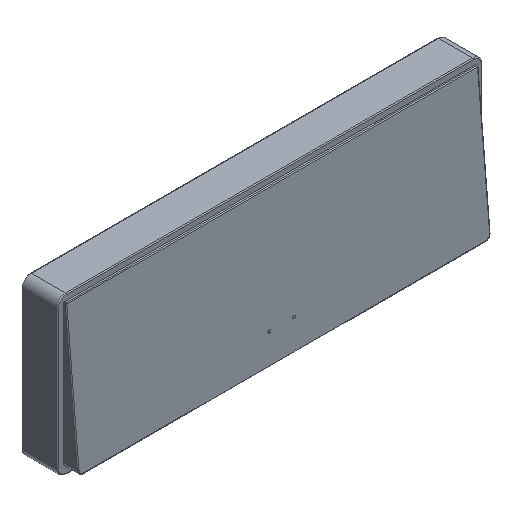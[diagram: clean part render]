
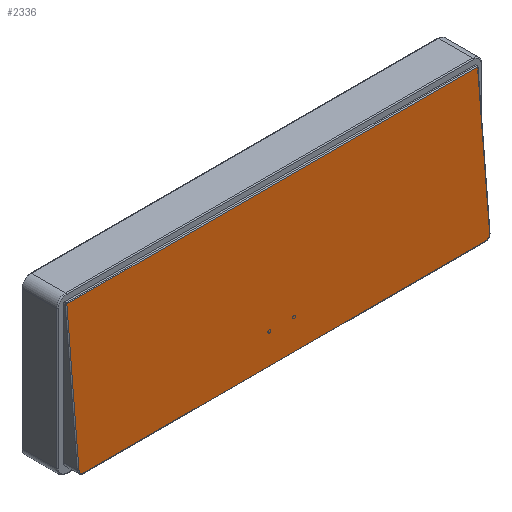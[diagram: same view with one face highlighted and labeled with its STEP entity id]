
A CAD part, isometric view. The second image highlights one B-rep face of the part: STEP entity #2336.
In plain terms, the highlighted planar face has unit normal (0, -0.996, 0.087).
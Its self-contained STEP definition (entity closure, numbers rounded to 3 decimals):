
#17=ELLIPSE('',#2570,2.51,2.5);
#19=ELLIPSE('',#2577,2.51,2.5);
#45=PLANE('',#2580);
#154=FACE_OUTER_BOUND('',#297,.T.);
#297=EDGE_LOOP('',(#1821,#1822,#1823,#1824,#1825,#1826));
#479=LINE('',#3947,#663);
#481=LINE('',#3987,#665);
#482=LINE('',#3989,#666);
#483=LINE('',#3990,#667);
#663=VECTOR('',#3135,10.);
#665=VECTOR('',#3147,10.);
#666=VECTOR('',#3148,10.);
#667=VECTOR('',#3149,10.);
#1039=VERTEX_POINT('',#3935);
#1040=VERTEX_POINT('',#3937);
#1042=VERTEX_POINT('',#3945);
#1044=VERTEX_POINT('',#3979);
#1045=VERTEX_POINT('',#3986);
#1046=VERTEX_POINT('',#3988);
#1319=EDGE_CURVE('',#1039,#1040,#17,.T.);
#1324=EDGE_CURVE('',#1042,#1039,#479,.T.);
#1326=EDGE_CURVE('',#1044,#1042,#19,.T.);
#1329=EDGE_CURVE('',#1045,#1044,#481,.T.);
#1330=EDGE_CURVE('',#1046,#1045,#482,.T.);
#1331=EDGE_CURVE('',#1040,#1046,#483,.T.);
#1821=ORIENTED_EDGE('',*,*,#1319,.F.);
#1822=ORIENTED_EDGE('',*,*,#1324,.F.);
#1823=ORIENTED_EDGE('',*,*,#1326,.F.);
#1824=ORIENTED_EDGE('',*,*,#1329,.F.);
#1825=ORIENTED_EDGE('',*,*,#1330,.F.);
#1826=ORIENTED_EDGE('',*,*,#1331,.F.);
#2336=ADVANCED_FACE('',(#154),#45,.T.);
#2570=AXIS2_PLACEMENT_3D('',#3938,#3122,#3123);
#2577=AXIS2_PLACEMENT_3D('',#3981,#3138,#3139);
#2580=AXIS2_PLACEMENT_3D('',#3985,#3145,#3146);
#3122=DIRECTION('center_axis',(0.,0.996,-0.087));
#3123=DIRECTION('ref_axis',(0.,-0.087,-0.996));
#3135=DIRECTION('',(-1.,0.,0.));
#3138=DIRECTION('center_axis',(0.,0.996,-0.087));
#3139=DIRECTION('ref_axis',(0.,-0.087,-0.996));
#3145=DIRECTION('center_axis',(0.,-0.996,0.087));
#3146=DIRECTION('ref_axis',(0.,-0.087,-0.996));
#3147=DIRECTION('',(0.,-0.087,-0.996));
#3148=DIRECTION('',(1.,0.,0.));
#3149=DIRECTION('',(0.,0.087,0.996));
#3935=CARTESIAN_POINT('',(2.,-9.845,-79.456));
#3937=CARTESIAN_POINT('',(-0.5,-9.627,-76.956));
#3938=CARTESIAN_POINT('Origin',(2.,-9.627,-76.956));
#3945=CARTESIAN_POINT('',(228.,-9.845,-79.456));
#3947=CARTESIAN_POINT('',(57.,-9.845,-79.456));
#3979=CARTESIAN_POINT('',(230.5,-9.627,-76.956));
#3981=CARTESIAN_POINT('Origin',(228.,-9.627,-76.956));
#3985=CARTESIAN_POINT('Origin',(115.,-6.335,-39.333));
#3986=CARTESIAN_POINT('',(230.5,-2.846,0.544));
#3987=CARTESIAN_POINT('',(230.5,-8.082,-59.302));
#3988=CARTESIAN_POINT('',(-0.5,-2.846,0.544));
#3989=CARTESIAN_POINT('',(173.,-2.846,0.544));
#3990=CARTESIAN_POINT('',(-0.5,-4.566,-19.11));
